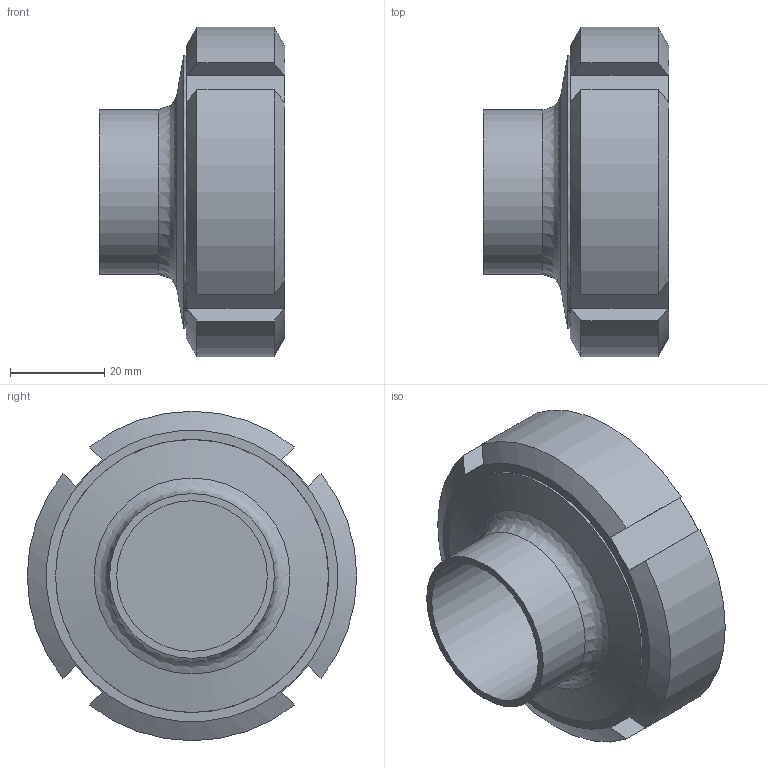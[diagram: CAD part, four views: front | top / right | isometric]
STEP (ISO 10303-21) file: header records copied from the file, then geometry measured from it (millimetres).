
FILE_DESCRIPTION((''),'2;1');
FILE_NAME('Schauglas DN032.stp','2010-12-17T10:18:01',('prost'),(''),'Autodesk Inventor 2010','Autodesk Inventor 2010','');
FILE_SCHEMA(('AUTOMOTIVE_DESIGN { 1 0 10303 214 1 1 1 1 }'));
Length unit declared in the file: millimetre
Products named in the file (1): 602006001_Schauglas DN32_Konturvereinfachung_1
Bounding box: 39.5 x 70 x 70 mm (x, y, z)
Volume: 67564.6 mm3; surface area: 24797 mm2
Topology: 1 solids, 1 shells, 46 faces, 99 edges, 63 vertices
Faces by surface type: plane 22, cylinder 13, cone 10, bspline 1
Full cylindrical faces by diameter (mm): 32 x2, 35 x1, 36 x1, 45.8 x1, 50 x1, 50.8 x1, 58 x2
Entity records: 1261 total; most frequent: CARTESIAN_POINT 299, DIRECTION 180, ORIENTED_EDGE 168, EDGE_CURVE 84, AXIS2_PLACEMENT_3D 82, EDGE_LOOP 66, VERTEX_POINT 60, STYLED_ITEM 47
